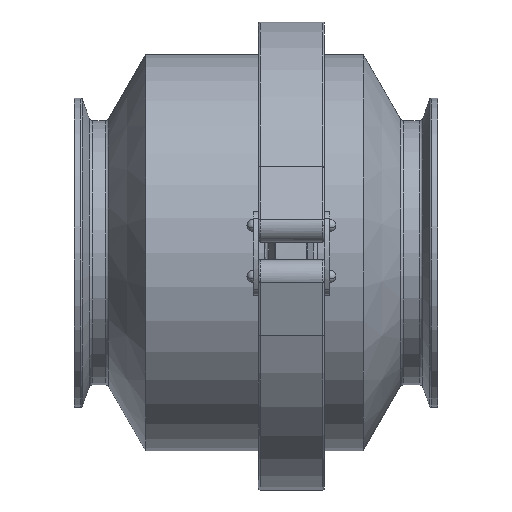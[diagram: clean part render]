
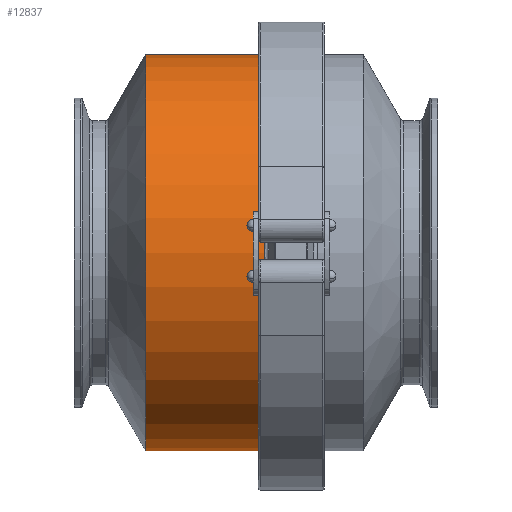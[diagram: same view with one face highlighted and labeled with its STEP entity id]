
A CAD part, front view. The second image highlights one B-rep face of the part: STEP entity #12837.
In plain terms, the highlighted cylindrical face has radius 76.2 mm (diameter 152.4 mm), a partial arc.
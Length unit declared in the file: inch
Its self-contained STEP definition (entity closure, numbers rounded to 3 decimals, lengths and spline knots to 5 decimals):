
#29 = EDGE_LOOP ( 'NONE', ( #8590, #15344, #1003, #6836 ) ) ;
#40 = CARTESIAN_POINT ( 'NONE',  ( 1.07735, 0., 0. ) ) ;
#380 = EDGE_CURVE ( 'NONE', #15849, #2701, #8311, .T. ) ;
#755 = CARTESIAN_POINT ( 'NONE',  ( 0., 0., -3. ) ) ;
#980 = EDGE_CURVE ( 'NONE', #10964, #15849, #7473, .T. ) ;
#1003 = ORIENTED_EDGE ( 'NONE', *, *, #380, .T. ) ;
#1300 = DIRECTION ( 'NONE',  ( 0., 0., 1. ) ) ;
#2011 = DIRECTION ( 'NONE',  ( -1., 0., 0. ) ) ;
#2121 = CARTESIAN_POINT ( 'NONE',  ( 2.88426, 0., -3. ) ) ;
#2701 = VERTEX_POINT ( 'NONE', #9116 ) ;
#3044 = EDGE_CURVE ( 'NONE', #3415, #2701, #13436, .T. ) ;
#3415 = VERTEX_POINT ( 'NONE', #5442 ) ;
#3533 = CARTESIAN_POINT ( 'NONE',  ( 0., 0., 3. ) ) ;
#3995 = LINE ( 'NONE', #755, #13587 ) ;
#4592 = VECTOR ( 'NONE', #11050, 39.37008 ) ;
#5014 = CYLINDRICAL_SURFACE ( 'NONE', #13833, 3. ) ;
#5442 = CARTESIAN_POINT ( 'NONE',  ( 1.07735, 0., -3. ) ) ;
#6836 = ORIENTED_EDGE ( 'NONE', *, *, #3044, .F. ) ;
#6970 = FACE_OUTER_BOUND ( 'NONE', #29, .T. ) ;
#7458 = CARTESIAN_POINT ( 'NONE',  ( 2.88426, 0., 0. ) ) ;
#7473 = CIRCLE ( 'NONE', #9649, 3. ) ;
#8311 = LINE ( 'NONE', #3533, #4592 ) ;
#8355 = EDGE_CURVE ( 'NONE', #10964, #3415, #3995, .T. ) ;
#8590 = ORIENTED_EDGE ( 'NONE', *, *, #8355, .F. ) ;
#8725 = DIRECTION ( 'NONE',  ( 0., 0., 1. ) ) ;
#8765 = DIRECTION ( 'NONE',  ( -1., 0., 0. ) ) ;
#9116 = CARTESIAN_POINT ( 'NONE',  ( 1.07735, 0., 3. ) ) ;
#9613 = CARTESIAN_POINT ( 'NONE',  ( 2.88426, 0., 3. ) ) ;
#9649 = AXIS2_PLACEMENT_3D ( 'NONE', #7458, #16181, #8725 ) ;
#10964 = VERTEX_POINT ( 'NONE', #2121 ) ;
#11050 = DIRECTION ( 'NONE',  ( -1., 0., 0. ) ) ;
#12256 = DIRECTION ( 'NONE',  ( 0., 0., 1. ) ) ;
#12837 = ADVANCED_FACE ( 'NONE', ( #6970 ), #5014, .T. ) ;
#13436 = CIRCLE ( 'NONE', #15123, 3. ) ;
#13587 = VECTOR ( 'NONE', #2011, 39.37008 ) ;
#13833 = AXIS2_PLACEMENT_3D ( 'NONE', #14531, #14694, #12256 ) ;
#14531 = CARTESIAN_POINT ( 'NONE',  ( 0., 0., 0. ) ) ;
#14694 = DIRECTION ( 'NONE',  ( -1., 0., 0. ) ) ;
#15123 = AXIS2_PLACEMENT_3D ( 'NONE', #40, #8765, #1300 ) ;
#15344 = ORIENTED_EDGE ( 'NONE', *, *, #980, .T. ) ;
#15849 = VERTEX_POINT ( 'NONE', #9613 ) ;
#16181 = DIRECTION ( 'NONE',  ( -1., 0., 0. ) ) ;
